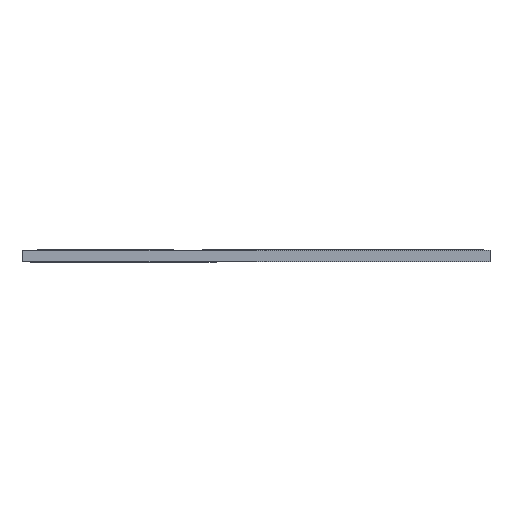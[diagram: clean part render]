
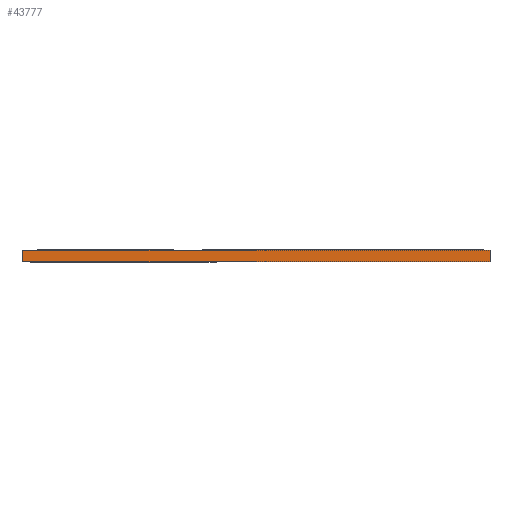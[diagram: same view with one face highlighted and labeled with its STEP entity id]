
A CAD part, front view. The second image highlights one B-rep face of the part: STEP entity #43777.
In plain terms, the highlighted planar face has unit normal (0, -1, 0).
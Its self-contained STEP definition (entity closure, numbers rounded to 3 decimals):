
#43777 = ADVANCED_FACE('',(#43778),#43812,.T.);
#43778 = FACE_BOUND('',#43779,.T.);
#43779 = EDGE_LOOP('',(#43780,#43790,#43798,#43806));
#43780 = ORIENTED_EDGE('',*,*,#43781,.T.);
#43781 = EDGE_CURVE('',#43782,#43784,#43786,.T.);
#43782 = VERTEX_POINT('',#43783);
#43783 = CARTESIAN_POINT('',(184.16,-142.14,0.));
#43784 = VERTEX_POINT('',#43785);
#43785 = CARTESIAN_POINT('',(184.16,-142.14,1.51));
#43786 = LINE('',#43787,#43788);
#43787 = CARTESIAN_POINT('',(184.16,-142.14,0.));
#43788 = VECTOR('',#43789,1.);
#43789 = DIRECTION('',(0.,0.,1.));
#43790 = ORIENTED_EDGE('',*,*,#43791,.T.);
#43791 = EDGE_CURVE('',#43784,#43792,#43794,.T.);
#43792 = VERTEX_POINT('',#43793);
#43793 = CARTESIAN_POINT('',(120.75,-142.14,1.51));
#43794 = LINE('',#43795,#43796);
#43795 = CARTESIAN_POINT('',(184.16,-142.14,1.51));
#43796 = VECTOR('',#43797,1.);
#43797 = DIRECTION('',(-1.,0.,0.));
#43798 = ORIENTED_EDGE('',*,*,#43799,.F.);
#43799 = EDGE_CURVE('',#43800,#43792,#43802,.T.);
#43800 = VERTEX_POINT('',#43801);
#43801 = CARTESIAN_POINT('',(120.75,-142.14,0.));
#43802 = LINE('',#43803,#43804);
#43803 = CARTESIAN_POINT('',(120.75,-142.14,0.));
#43804 = VECTOR('',#43805,1.);
#43805 = DIRECTION('',(0.,0.,1.));
#43806 = ORIENTED_EDGE('',*,*,#43807,.F.);
#43807 = EDGE_CURVE('',#43782,#43800,#43808,.T.);
#43808 = LINE('',#43809,#43810);
#43809 = CARTESIAN_POINT('',(184.16,-142.14,0.));
#43810 = VECTOR('',#43811,1.);
#43811 = DIRECTION('',(-1.,0.,0.));
#43812 = PLANE('',#43813);
#43813 = AXIS2_PLACEMENT_3D('',#43814,#43815,#43816);
#43814 = CARTESIAN_POINT('',(184.16,-142.14,0.));
#43815 = DIRECTION('',(0.,-1.,0.));
#43816 = DIRECTION('',(-1.,0.,0.));
